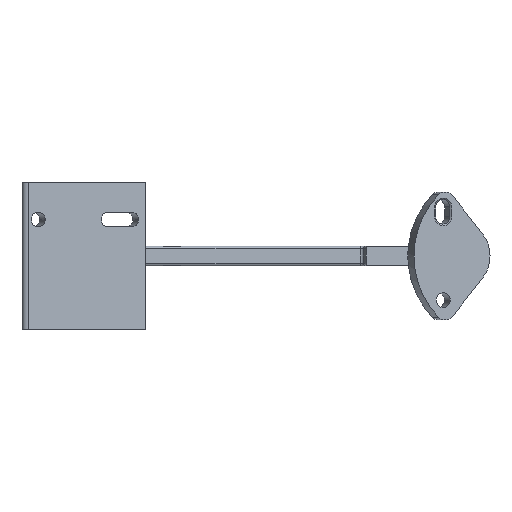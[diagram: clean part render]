
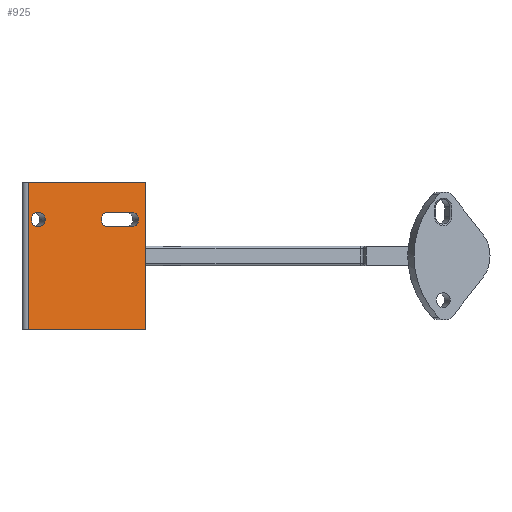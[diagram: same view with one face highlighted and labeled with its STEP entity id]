
A CAD part, left-side view. The second image highlights one B-rep face of the part: STEP entity #925.
In plain terms, the highlighted planar face has unit normal (-0.95, -0.313, 0).
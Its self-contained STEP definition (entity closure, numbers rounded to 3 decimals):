
#2 = CARTESIAN_POINT ( 'NONE',  ( -15.474, 95.573, 14.85 ) ) ;
#26 = ORIENTED_EDGE ( 'NONE', *, *, #269, .F. ) ;
#46 = CARTESIAN_POINT ( 'NONE',  ( -2.005, 54.737, 14.85 ) ) ;
#73 = VERTEX_POINT ( 'NONE', #1103 ) ;
#101 = VECTOR ( 'NONE', #1924, 1000. ) ;
#147 = CARTESIAN_POINT ( 'NONE',  ( -13.595, 89.875, 14.85 ) ) ;
#160 = DIRECTION ( 'NONE',  ( 0.313, -0.95, 0. ) ) ;
#165 = CIRCLE ( 'NONE', #400, 3. ) ;
#166 = AXIS2_PLACEMENT_3D ( 'NONE', #46, #1630, #2150 ) ;
#172 = DIRECTION ( 'NONE',  ( 0.313, -0.95, 0. ) ) ;
#176 = EDGE_CURVE ( 'NONE', #546, #611, #2021, .T. ) ;
#205 = FACE_BOUND ( 'NONE', #1057, .T. ) ;
#218 = CARTESIAN_POINT ( 'NONE',  ( -14.534, 92.724, 14.85 ) ) ;
#247 = LINE ( 'NONE', #1193, #2141 ) ;
#267 = ORIENTED_EDGE ( 'NONE', *, *, #176, .F. ) ;
#269 = EDGE_CURVE ( 'NONE', #1855, #546, #247, .T. ) ;
#364 = DIRECTION ( 'NONE',  ( -0.95, -0.313, 0. ) ) ;
#376 = CARTESIAN_POINT ( 'NONE',  ( -2.005, 54.737, 14.85 ) ) ;
#379 = PLANE ( 'NONE',  #1043 ) ;
#382 = DIRECTION ( 'NONE',  ( 0., 0., 1. ) ) ;
#400 = AXIS2_PLACEMENT_3D ( 'NONE', #2359, #621, #1399 ) ;
#411 = VECTOR ( 'NONE', #2336, 1000. ) ;
#433 = ORIENTED_EDGE ( 'NONE', *, *, #1376, .F. ) ;
#467 = ORIENTED_EDGE ( 'NONE', *, *, #710, .F. ) ;
#487 = VERTEX_POINT ( 'NONE', #1894 ) ;
#523 = CARTESIAN_POINT ( 'NONE',  ( -15.861, 96.745, 30. ) ) ;
#533 = VECTOR ( 'NONE', #382, 1000. ) ;
#546 = VERTEX_POINT ( 'NONE', #980 ) ;
#548 = DIRECTION ( 'NONE',  ( 0.313, -0.95, 0. ) ) ;
#574 = DIRECTION ( 'NONE',  ( -0.95, -0.313, 0. ) ) ;
#577 = VERTEX_POINT ( 'NONE', #1197 ) ;
#584 = EDGE_CURVE ( 'NONE', #2119, #487, #1176, .T. ) ;
#611 = VERTEX_POINT ( 'NONE', #1188 ) ;
#621 = DIRECTION ( 'NONE',  ( -0.95, -0.313, 0. ) ) ;
#629 = EDGE_CURVE ( 'NONE', #1892, #2119, #1575, .T. ) ;
#710 = EDGE_CURVE ( 'NONE', #73, #577, #2164, .T. ) ;
#765 = AXIS2_PLACEMENT_3D ( 'NONE', #376, #574, #548 ) ;
#863 = ORIENTED_EDGE ( 'NONE', *, *, #584, .T. ) ;
#880 = EDGE_LOOP ( 'NONE', ( #1297, #467, #1096, #267, #26 ) ) ;
#889 = VECTOR ( 'NONE', #2211, 1000. ) ;
#909 = CARTESIAN_POINT ( 'NONE',  ( -15.861, 96.745, -30. ) ) ;
#911 = ORIENTED_EDGE ( 'NONE', *, *, #1895, .T. ) ;
#925 = ADVANCED_FACE ( 'NONE', ( #205, #1762, #1928 ), #379, .T. ) ;
#945 = VECTOR ( 'NONE', #1997, 1000. ) ;
#980 = CARTESIAN_POINT ( 'NONE',  ( -2.005, 54.737, 11.85 ) ) ;
#1041 = VERTEX_POINT ( 'NONE', #2 ) ;
#1043 = AXIS2_PLACEMENT_3D ( 'NONE', #2480, #364, #2314 ) ;
#1057 = EDGE_LOOP ( 'NONE', ( #1814, #1932 ) ) ;
#1069 = CIRCLE ( 'NONE', #1110, 3. ) ;
#1088 = EDGE_LOOP ( 'NONE', ( #433, #911, #1328, #863 ) ) ;
#1094 = EDGE_CURVE ( 'NONE', #577, #1855, #165, .T. ) ;
#1096 = ORIENTED_EDGE ( 'NONE', *, *, #1157, .F. ) ;
#1103 = CARTESIAN_POINT ( 'NONE',  ( -2.005, 54.737, 17.85 ) ) ;
#1110 = AXIS2_PLACEMENT_3D ( 'NONE', #1321, #1883, #160 ) ;
#1127 = CARTESIAN_POINT ( 'NONE',  ( -5.137, 64.234, 11.85 ) ) ;
#1157 = EDGE_CURVE ( 'NONE', #611, #73, #1253, .T. ) ;
#1176 = LINE ( 'NONE', #2316, #533 ) ;
#1188 = CARTESIAN_POINT ( 'NONE',  ( -1.065, 51.888, 14.85 ) ) ;
#1193 = CARTESIAN_POINT ( 'NONE',  ( -5.137, 64.234, 11.85 ) ) ;
#1197 = CARTESIAN_POINT ( 'NONE',  ( -5.137, 64.234, 17.85 ) ) ;
#1253 = CIRCLE ( 'NONE', #166, 3. ) ;
#1256 = CARTESIAN_POINT ( 'NONE',  ( -0.126, 49.039, -30. ) ) ;
#1278 = VERTEX_POINT ( 'NONE', #523 ) ;
#1297 = ORIENTED_EDGE ( 'NONE', *, *, #1094, .F. ) ;
#1313 = CIRCLE ( 'NONE', #1995, 3. ) ;
#1321 = CARTESIAN_POINT ( 'NONE',  ( -14.534, 92.724, 14.85 ) ) ;
#1328 = ORIENTED_EDGE ( 'NONE', *, *, #629, .T. ) ;
#1367 = DIRECTION ( 'NONE',  ( -0.95, -0.313, 0. ) ) ;
#1376 = EDGE_CURVE ( 'NONE', #1278, #487, #1395, .T. ) ;
#1382 = DIRECTION ( 'NONE',  ( 0.313, -0.95, 0. ) ) ;
#1395 = LINE ( 'NONE', #1639, #945 ) ;
#1399 = DIRECTION ( 'NONE',  ( 0.313, -0.95, 0. ) ) ;
#1575 = LINE ( 'NONE', #2142, #411 ) ;
#1630 = DIRECTION ( 'NONE',  ( -0.95, -0.313, 0. ) ) ;
#1639 = CARTESIAN_POINT ( 'NONE',  ( -0.126, 49.039, 30. ) ) ;
#1641 = EDGE_CURVE ( 'NONE', #1041, #1885, #1069, .T. ) ;
#1692 = EDGE_CURVE ( 'NONE', #1885, #1041, #1313, .T. ) ;
#1762 = FACE_BOUND ( 'NONE', #880, .T. ) ;
#1814 = ORIENTED_EDGE ( 'NONE', *, *, #1692, .F. ) ;
#1855 = VERTEX_POINT ( 'NONE', #1127 ) ;
#1883 = DIRECTION ( 'NONE',  ( -0.95, -0.313, 0. ) ) ;
#1885 = VERTEX_POINT ( 'NONE', #147 ) ;
#1892 = VERTEX_POINT ( 'NONE', #2060 ) ;
#1894 = CARTESIAN_POINT ( 'NONE',  ( -0.126, 49.039, 30. ) ) ;
#1895 = EDGE_CURVE ( 'NONE', #1278, #1892, #2086, .T. ) ;
#1924 = DIRECTION ( 'NONE',  ( 0., 0., -1. ) ) ;
#1928 = FACE_OUTER_BOUND ( 'NONE', #1088, .T. ) ;
#1932 = ORIENTED_EDGE ( 'NONE', *, *, #1641, .F. ) ;
#1964 = CARTESIAN_POINT ( 'NONE',  ( -5.137, 64.234, 17.85 ) ) ;
#1995 = AXIS2_PLACEMENT_3D ( 'NONE', #218, #1367, #172 ) ;
#1997 = DIRECTION ( 'NONE',  ( 0.313, -0.95, 0. ) ) ;
#2021 = CIRCLE ( 'NONE', #765, 3. ) ;
#2060 = CARTESIAN_POINT ( 'NONE',  ( -15.861, 96.745, -30. ) ) ;
#2086 = LINE ( 'NONE', #909, #101 ) ;
#2119 = VERTEX_POINT ( 'NONE', #1256 ) ;
#2141 = VECTOR ( 'NONE', #1382, 1000. ) ;
#2142 = CARTESIAN_POINT ( 'NONE',  ( -0.126, 49.039, -30. ) ) ;
#2150 = DIRECTION ( 'NONE',  ( 0.313, -0.95, 0. ) ) ;
#2164 = LINE ( 'NONE', #1964, #889 ) ;
#2211 = DIRECTION ( 'NONE',  ( -0.313, 0.95, 0. ) ) ;
#2314 = DIRECTION ( 'NONE',  ( 0.313, -0.95, 0. ) ) ;
#2316 = CARTESIAN_POINT ( 'NONE',  ( -0.126, 49.039, -30. ) ) ;
#2336 = DIRECTION ( 'NONE',  ( 0.313, -0.95, 0. ) ) ;
#2359 = CARTESIAN_POINT ( 'NONE',  ( -5.137, 64.234, 14.85 ) ) ;
#2480 = CARTESIAN_POINT ( 'NONE',  ( -0.126, 49.039, -30. ) ) ;
